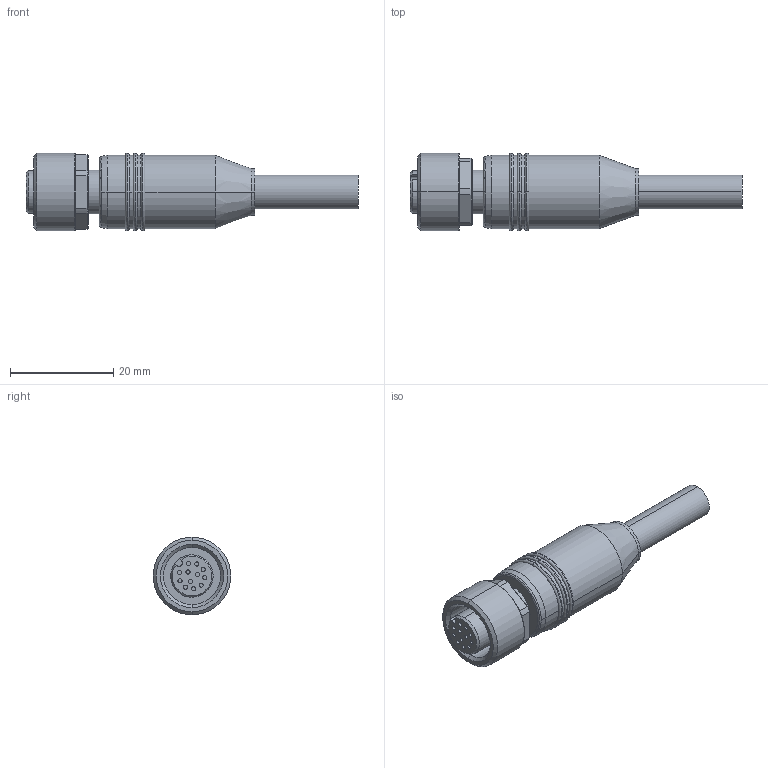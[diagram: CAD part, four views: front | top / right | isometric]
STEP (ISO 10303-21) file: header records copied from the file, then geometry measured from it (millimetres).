
FILE_DESCRIPTION((''),'2;1');
FILE_NAME('CAD-8590','2022-11-07T08:39:10',('creinig-se'),(''),'CREO PARAMETRIC BY PTC INC, 2019292','CREO PARAMETRIC BY PTC INC, 2019292','');
FILE_SCHEMA(('CONFIG_CONTROL_DESIGN','SHAPE_APPEARANCE_LAYERS_GROUPS'));
Length unit declared in the file: millimetre
Products named in the file (1): CAD-8590
Bounding box: 64.2 x 15 x 15 mm (x, y, z)
Volume: 6619.4 mm3; surface area: 3428.4 mm2
Topology: 1 solids, 1 shells, 121 faces, 277 edges, 176 vertices
Faces by surface type: cylinder 51, plane 35, torus 20, cone 15
Entity records: 4978 total; most frequent: DIRECTION 678, CARTESIAN_POINT 628, ORIENTED_EDGE 554, PRESENTATION_STYLE_ASSIGNMENT 325, AXIS2_PLACEMENT_3D 294, STYLED_ITEM 278, CURVE_STYLE 277, EDGE_CURVE 277
